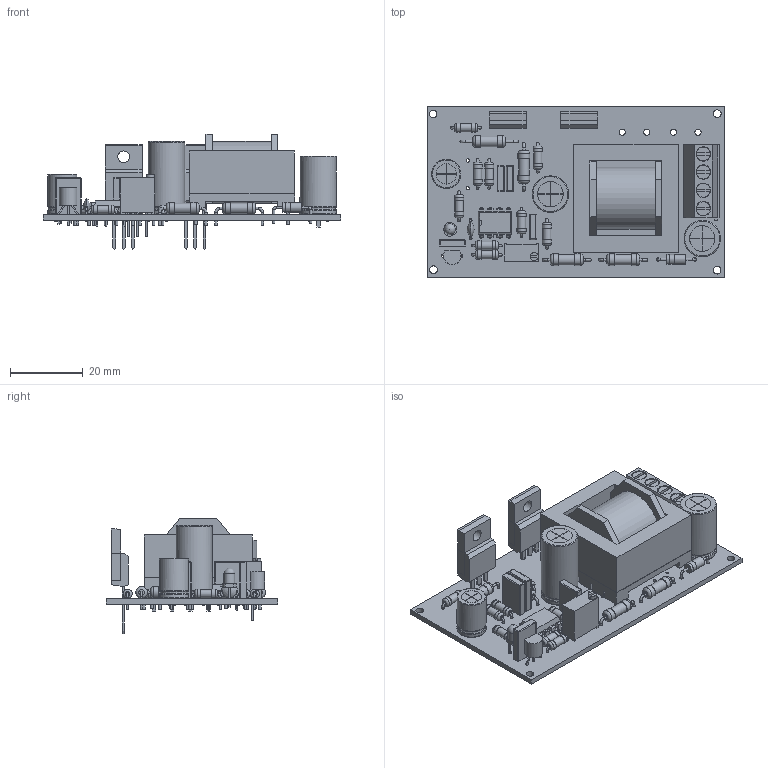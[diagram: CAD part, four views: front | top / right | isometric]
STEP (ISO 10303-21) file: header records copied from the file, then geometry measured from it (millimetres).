
FILE_DESCRIPTION(('KiCad electronic assembly'),'2;1');
FILE_NAME('StepUp_module_12to450V.step','2025-12-15T17:24:31',('Pcbnew') ,('Kicad'),'Open CASCADE STEP processor 7.8','KiCad to STEP converter' ,'Unknown');
FILE_SCHEMA(('AUTOMOTIVE_DESIGN { 1 0 10303 214 1 1 1 1 }'));
Length unit declared in the file: millimetre
Products named in the file (18): StepUp_module_12to450V 1; C_Rect_L7.0mm_W2.0mm_P5.00mm; R_Axial_DIN0309_L9.0mm_D3.2mm_P12.70mm_Horizontal; LED_D3.0mm; TerminalBlock_Phoenix_MKDS-1,5-4_1x04_P5.00mm_Horizontal; R_Axial_DIN0207_L6.3mm_D2.5mm_P7.62mm_Horizontal; C_Radial_D10.0mm_H16.0mm_P5.00mm; Trafo_12to450V_module; TO-220F-3_Vertical; R_Axial_DIN0309_L9.0mm_D3.2mm_P15.24mm_Horizontal; C_Disc_D4.3mm_W1.9mm_P5.00mm; TO-92_Inline_Wide; DIP-8_W7.62mm; C_Radial_D8.0mm_H11.5mm_P3.50mm; Potentiometer_Bourns_3296W_Vertical; D_A-405_P10.16mm_Horizontal; C_Radial_D10.0mm_H20.0mm_P5.00mm; kibot_o1l_0h9g_PCB
Assembly tree (31 placements, depth 2):
  StepUp_module_12to450V 1
    C_Rect_L7.0mm_W2.0mm_P5.00mm  x4
    R_Axial_DIN0309_L9.0mm_D3.2mm_P12.70mm_Horizontal  x3
    LED_D3.0mm
    TerminalBlock_Phoenix_MKDS-1,5-4_1x04_P5.00mm_Horizontal
    R_Axial_DIN0207_L6.3mm_D2.5mm_P7.62mm_Horizontal  x9
    C_Radial_D10.0mm_H16.0mm_P5.00mm
    Trafo_12to450V_module
    TO-220F-3_Vertical  x2
    R_Axial_DIN0309_L9.0mm_D3.2mm_P15.24mm_Horizontal
    C_Disc_D4.3mm_W1.9mm_P5.00mm
    TO-92_Inline_Wide
    DIP-8_W7.62mm
    C_Radial_D8.0mm_H11.5mm_P3.50mm
    Potentiometer_Bourns_3296W_Vertical
    D_A-405_P10.16mm_Horizontal
    C_Radial_D10.0mm_H20.0mm_P5.00mm
    kibot_o1l_0h9g_PCB
Bounding box: 81.8 x 47.2 x 31.75 mm (x, y, z)
Volume: 25609.5 mm3; surface area: 22324.6 mm2
Topology: 31 solids, 34 shells, 1114 faces, 2596 edges, 1632 vertices
Faces by surface type: plane 702, cylinder 286, torus 57, bspline 42, sphere 19, revolution 8
Full cylindrical faces by diameter (mm): 0.5 x12, 0.51 x3, 0.6 x28, 0.7 x16, 0.8 x70, 0.9 x18, 1.2 x6, 1.3 x4, 1.7 x4, 2.1 x4, 2.19 x1, 2.25 x9, 2.5 x18, 2.7 x2, 2.72 x1, 2.88 x4, 3 x1, 3.18 x2, 3.2 x8, 3.8 x4, 4 x4, 5.6 x3, 7 x6, 8 x2, 10 x4, 17 x1
Entity records: 32006 total; most frequent: CARTESIAN_POINT 5716, DIRECTION 4246, ORIENTED_EDGE 4170, EDGE_CURVE 2085, LINE 1480, VECTOR 1480, AXIS2_PLACEMENT_3D 1379, VERTEX_POINT 1332
